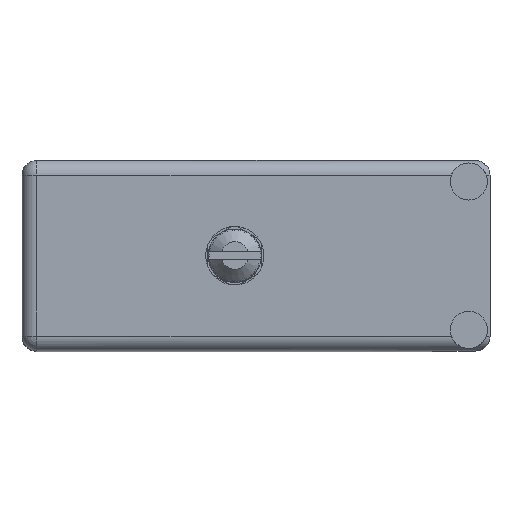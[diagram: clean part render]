
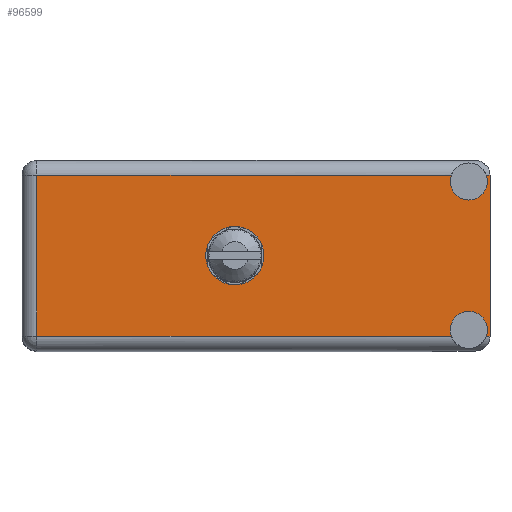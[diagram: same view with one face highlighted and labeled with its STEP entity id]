
A CAD part, top view. The second image highlights one B-rep face of the part: STEP entity #96599.
In plain terms, the highlighted face is planar.
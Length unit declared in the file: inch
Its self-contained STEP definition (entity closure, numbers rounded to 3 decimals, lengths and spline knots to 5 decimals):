
#1951 = DIRECTION ( 'NONE',  ( 0., 0., 1. ) ) ;
#3332 = CIRCLE ( 'NONE', #27040, 0.0875 ) ;
#4674 = VERTEX_POINT ( 'NONE', #47693 ) ;
#4878 = VERTEX_POINT ( 'NONE', #84172 ) ;
#6415 = DIRECTION ( 'NONE',  ( 0., 1., 0. ) ) ;
#7385 = DIRECTION ( 'NONE',  ( 0., 0., 1. ) ) ;
#7404 = CIRCLE ( 'NONE', #78416, 0.0875 ) ;
#7674 = VERTEX_POINT ( 'NONE', #16375 ) ;
#7944 = FACE_OUTER_BOUND ( 'NONE', #55579, .T. ) ;
#9375 = ORIENTED_EDGE ( 'NONE', *, *, #111112, .F. ) ;
#12205 = CARTESIAN_POINT ( 'NONE',  ( 0.07, 1.566, -0.899 ) ) ;
#12962 = ORIENTED_EDGE ( 'NONE', *, *, #33169, .T. ) ;
#12975 = DIRECTION ( 'NONE',  ( 0., 0., 1. ) ) ;
#13259 = DIRECTION ( 'NONE',  ( 1., 0., 0. ) ) ;
#14447 = CARTESIAN_POINT ( 'NONE',  ( 2.208, 1.566, -0.829 ) ) ;
#14569 = EDGE_CURVE ( 'NONE', #4878, #23613, #69796, .T. ) ;
#14574 = EDGE_CURVE ( 'NONE', #66954, #7674, #20589, .T. ) ;
#14741 = DIRECTION ( 'NONE',  ( 0., 0., 1. ) ) ;
#14955 = CARTESIAN_POINT ( 'NONE',  ( 2.208, 1.566, -0.07 ) ) ;
#15403 = VERTEX_POINT ( 'NONE', #98732 ) ;
#15937 = FACE_BOUND ( 'NONE', #79592, .T. ) ;
#16375 = CARTESIAN_POINT ( 'NONE',  ( 1.004, 1.566, -0.312 ) ) ;
#18619 = VECTOR ( 'NONE', #1951, 39.37008 ) ;
#18815 = CARTESIAN_POINT ( 'NONE',  ( 2.108, 1.566, -0.7995 ) ) ;
#19212 = AXIS2_PLACEMENT_3D ( 'NONE', #18815, #46780, #53629 ) ;
#19481 = LINE ( 'NONE', #30908, #40738 ) ;
#20589 = CIRCLE ( 'NONE', #106238, 0.1375 ) ;
#21751 = VERTEX_POINT ( 'NONE', #51704 ) ;
#23613 = VERTEX_POINT ( 'NONE', #59163 ) ;
#24829 = VECTOR ( 'NONE', #93656, 39.37008 ) ;
#25317 = ORIENTED_EDGE ( 'NONE', *, *, #63753, .F. ) ;
#26493 = CARTESIAN_POINT ( 'NONE',  ( 0.07, 1.566, -0.829 ) ) ;
#27040 = AXIS2_PLACEMENT_3D ( 'NONE', #27874, #105529, #104959 ) ;
#27214 = CARTESIAN_POINT ( 'NONE',  ( 0.07, 1.566, -0.07 ) ) ;
#27874 = CARTESIAN_POINT ( 'NONE',  ( 2.108, 1.566, -0.0995 ) ) ;
#28804 = ORIENTED_EDGE ( 'NONE', *, *, #74755, .F. ) ;
#29544 = DIRECTION ( 'NONE',  ( 0., 1., 0. ) ) ;
#30853 = VECTOR ( 'NONE', #13259, 39.37008 ) ;
#30908 = CARTESIAN_POINT ( 'NONE',  ( 2.208, 1.566, -0.07 ) ) ;
#31675 = LINE ( 'NONE', #48777, #49886 ) ;
#32185 = CARTESIAN_POINT ( 'NONE',  ( 2.108, 1.566, -0.187 ) ) ;
#33169 = EDGE_CURVE ( 'NONE', #21751, #73898, #31675, .T. ) ;
#33593 = ORIENTED_EDGE ( 'NONE', *, *, #81790, .T. ) ;
#34105 = CARTESIAN_POINT ( 'NONE',  ( 2.208, 1.566, -0.07 ) ) ;
#37525 = EDGE_CURVE ( 'NONE', #15403, #82990, #73715, .T. ) ;
#38783 = LINE ( 'NONE', #63858, #87002 ) ;
#40738 = VECTOR ( 'NONE', #107386, 39.37008 ) ;
#41202 = ORIENTED_EDGE ( 'NONE', *, *, #75399, .T. ) ;
#42458 = AXIS2_PLACEMENT_3D ( 'NONE', #101734, #84615, #101160 ) ;
#46016 = AXIS2_PLACEMENT_3D ( 'NONE', #92917, #66077, #14741 ) ;
#46780 = DIRECTION ( 'NONE',  ( 0., 1., 0. ) ) ;
#47693 = CARTESIAN_POINT ( 'NONE',  ( 2.02562, 1.566, -0.07 ) ) ;
#48777 = CARTESIAN_POINT ( 'NONE',  ( 0., 1.566, -0.829 ) ) ;
#49886 = VECTOR ( 'NONE', #49906, 39.37008 ) ;
#49906 = DIRECTION ( 'NONE',  ( -1., 0., 0. ) ) ;
#51704 = CARTESIAN_POINT ( 'NONE',  ( 2.02562, 1.566, -0.829 ) ) ;
#51969 = CARTESIAN_POINT ( 'NONE',  ( 0., 1.566, -0.829 ) ) ;
#53455 = EDGE_CURVE ( 'NONE', #106411, #23613, #103336, .T. ) ;
#53629 = DIRECTION ( 'NONE',  ( 0., 0., 1. ) ) ;
#54596 = ORIENTED_EDGE ( 'NONE', *, *, #14574, .F. ) ;
#55007 = LINE ( 'NONE', #12205, #18619 ) ;
#55579 = EDGE_LOOP ( 'NONE', ( #33593, #9375, #86778, #76811, #25317, #101145, #61054, #57000, #12962, #41202 ) ) ;
#57000 = ORIENTED_EDGE ( 'NONE', *, *, #104352, .F. ) ;
#59163 = CARTESIAN_POINT ( 'NONE',  ( 2.19038, 1.566, -0.829 ) ) ;
#61054 = ORIENTED_EDGE ( 'NONE', *, *, #14569, .F. ) ;
#63753 = EDGE_CURVE ( 'NONE', #106411, #82990, #38783, .T. ) ;
#63858 = CARTESIAN_POINT ( 'NONE',  ( 2.208, 1.566, 0. ) ) ;
#66077 = DIRECTION ( 'NONE',  ( 0., 1., 0. ) ) ;
#66954 = VERTEX_POINT ( 'NONE', #69061 ) ;
#69061 = CARTESIAN_POINT ( 'NONE',  ( 1.004, 1.566, -0.587 ) ) ;
#69796 = CIRCLE ( 'NONE', #42458, 0.0875 ) ;
#70471 = EDGE_CURVE ( 'NONE', #15403, #75486, #7404, .T. ) ;
#72414 = DIRECTION ( 'NONE',  ( 0., 0., 1. ) ) ;
#73715 = LINE ( 'NONE', #14955, #30853 ) ;
#73898 = VERTEX_POINT ( 'NONE', #26493 ) ;
#74755 = EDGE_CURVE ( 'NONE', #7674, #66954, #80599, .T. ) ;
#75399 = EDGE_CURVE ( 'NONE', #73898, #81352, #55007, .T. ) ;
#75486 = VERTEX_POINT ( 'NONE', #32185 ) ;
#76811 = ORIENTED_EDGE ( 'NONE', *, *, #37525, .T. ) ;
#78416 = AXIS2_PLACEMENT_3D ( 'NONE', #108866, #29544, #12975 ) ;
#79592 = EDGE_LOOP ( 'NONE', ( #28804, #54596 ) ) ;
#80599 = CIRCLE ( 'NONE', #46016, 0.1375 ) ;
#81352 = VERTEX_POINT ( 'NONE', #27214 ) ;
#81790 = EDGE_CURVE ( 'NONE', #81352, #4674, #19481, .T. ) ;
#82990 = VERTEX_POINT ( 'NONE', #34105 ) ;
#84172 = CARTESIAN_POINT ( 'NONE',  ( 2.108, 1.566, -0.712 ) ) ;
#84615 = DIRECTION ( 'NONE',  ( 0., 1., 0. ) ) ;
#86778 = ORIENTED_EDGE ( 'NONE', *, *, #70471, .F. ) ;
#87002 = VECTOR ( 'NONE', #72414, 39.37008 ) ;
#88178 = AXIS2_PLACEMENT_3D ( 'NONE', #94118, #113007, #7385 ) ;
#92917 = CARTESIAN_POINT ( 'NONE',  ( 1.004, 1.566, -0.4495 ) ) ;
#93171 = CARTESIAN_POINT ( 'NONE',  ( 1.004, 1.566, -0.4495 ) ) ;
#93656 = DIRECTION ( 'NONE',  ( -1., 0., 0. ) ) ;
#94118 = CARTESIAN_POINT ( 'NONE',  ( 0., 1.566, -0.899 ) ) ;
#96599 = ADVANCED_FACE ( 'NONE', ( #15937, #7944 ), #103251, .T. ) ;
#98732 = CARTESIAN_POINT ( 'NONE',  ( 2.19038, 1.566, -0.07 ) ) ;
#99395 = CIRCLE ( 'NONE', #19212, 0.0875 ) ;
#101145 = ORIENTED_EDGE ( 'NONE', *, *, #53455, .T. ) ;
#101160 = DIRECTION ( 'NONE',  ( 0., 0., 1. ) ) ;
#101734 = CARTESIAN_POINT ( 'NONE',  ( 2.108, 1.566, -0.7995 ) ) ;
#103251 = PLANE ( 'NONE',  #88178 ) ;
#103336 = LINE ( 'NONE', #51969, #24829 ) ;
#104352 = EDGE_CURVE ( 'NONE', #21751, #4878, #99395, .T. ) ;
#104959 = DIRECTION ( 'NONE',  ( 0., 0., 1. ) ) ;
#105529 = DIRECTION ( 'NONE',  ( 0., 1., 0. ) ) ;
#106238 = AXIS2_PLACEMENT_3D ( 'NONE', #93171, #6415, #108613 ) ;
#106411 = VERTEX_POINT ( 'NONE', #14447 ) ;
#107386 = DIRECTION ( 'NONE',  ( 1., 0., 0. ) ) ;
#108613 = DIRECTION ( 'NONE',  ( 0., 0., 1. ) ) ;
#108866 = CARTESIAN_POINT ( 'NONE',  ( 2.108, 1.566, -0.0995 ) ) ;
#111112 = EDGE_CURVE ( 'NONE', #75486, #4674, #3332, .T. ) ;
#113007 = DIRECTION ( 'NONE',  ( 0., 1., 0. ) ) ;
